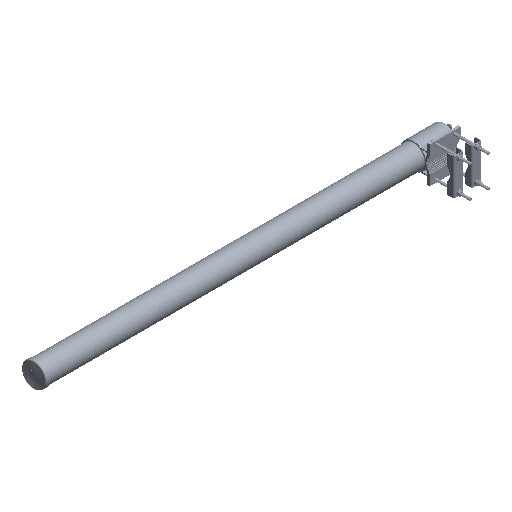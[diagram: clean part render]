
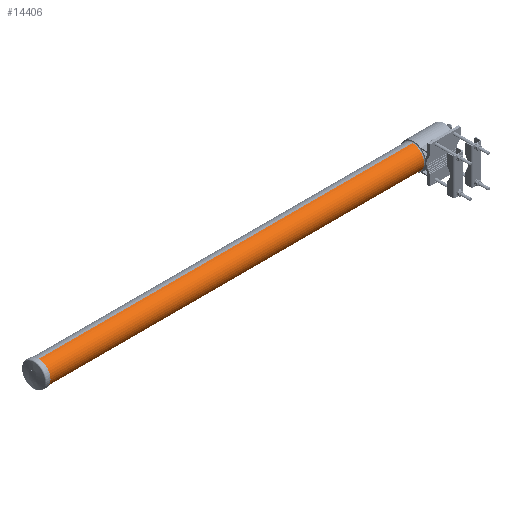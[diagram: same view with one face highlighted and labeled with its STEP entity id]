
A CAD part, isometric view. The second image highlights one B-rep face of the part: STEP entity #14406.
In plain terms, the highlighted cylindrical face has radius 37.465 mm (diameter 74.93 mm), a partial arc.
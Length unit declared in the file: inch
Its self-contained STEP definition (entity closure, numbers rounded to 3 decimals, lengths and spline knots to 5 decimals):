
#24 = DIRECTION ( 'NONE',  ( 1., 0., 0. ) ) ;
#1857 = FACE_OUTER_BOUND ( 'NONE', #4385, .T. ) ;
#2811 = DIRECTION ( 'NONE',  ( 0., 0., -1. ) ) ;
#3275 = CARTESIAN_POINT ( 'NONE',  ( -51.81367, 0., -1.475 ) ) ;
#3537 = CARTESIAN_POINT ( 'NONE',  ( -4.05894, 0., 1.475 ) ) ;
#3611 = ORIENTED_EDGE ( 'NONE', *, *, #15180, .F. ) ;
#4385 = EDGE_LOOP ( 'NONE', ( #3611, #8998, #8125, #41411 ) ) ;
#6747 = EDGE_CURVE ( 'NONE', #28694, #33207, #29524, .T. ) ;
#7658 = LINE ( 'NONE', #14127, #38244 ) ;
#8125 = ORIENTED_EDGE ( 'NONE', *, *, #16658, .T. ) ;
#8998 = ORIENTED_EDGE ( 'NONE', *, *, #6747, .T. ) ;
#9594 = CARTESIAN_POINT ( 'NONE',  ( -4.05894, 0., -1.475 ) ) ;
#11741 = AXIS2_PLACEMENT_3D ( 'NONE', #20862, #24, #24368 ) ;
#12487 = CARTESIAN_POINT ( 'NONE',  ( -52.63779, 0., 0. ) ) ;
#14127 = CARTESIAN_POINT ( 'NONE',  ( -52.63779, 0., -1.475 ) ) ;
#14406 = ADVANCED_FACE ( 'NONE', ( #1857 ), #16004, .T. ) ;
#14971 = VERTEX_POINT ( 'NONE', #9594 ) ;
#15180 = EDGE_CURVE ( 'NONE', #28694, #17739, #24591, .T. ) ;
#16004 = CYLINDRICAL_SURFACE ( 'NONE', #33319, 1.475 ) ;
#16658 = EDGE_CURVE ( 'NONE', #33207, #14971, #7658, .T. ) ;
#17624 = DIRECTION ( 'NONE',  ( 1., 0., 0. ) ) ;
#17739 = VERTEX_POINT ( 'NONE', #3537 ) ;
#19329 = DIRECTION ( 'NONE',  ( 1., 0., 0. ) ) ;
#20777 = VECTOR ( 'NONE', #24643, 39.37008 ) ;
#20862 = CARTESIAN_POINT ( 'NONE',  ( -51.81367, 0., 0. ) ) ;
#23693 = DIRECTION ( 'NONE',  ( 1., 0., 0. ) ) ;
#24368 = DIRECTION ( 'NONE',  ( 0., 0., -1. ) ) ;
#24591 = LINE ( 'NONE', #31695, #20777 ) ;
#24643 = DIRECTION ( 'NONE',  ( 1., 0., 0. ) ) ;
#25132 = EDGE_CURVE ( 'NONE', #17739, #14971, #29258, .T. ) ;
#26674 = CARTESIAN_POINT ( 'NONE',  ( -51.81367, 0., 1.475 ) ) ;
#28694 = VERTEX_POINT ( 'NONE', #26674 ) ;
#29258 = CIRCLE ( 'NONE', #33930, 1.475 ) ;
#29524 = CIRCLE ( 'NONE', #11741, 1.475 ) ;
#31695 = CARTESIAN_POINT ( 'NONE',  ( -52.63779, 0., 1.475 ) ) ;
#33207 = VERTEX_POINT ( 'NONE', #3275 ) ;
#33319 = AXIS2_PLACEMENT_3D ( 'NONE', #12487, #19329, #36949 ) ;
#33930 = AXIS2_PLACEMENT_3D ( 'NONE', #44720, #23693, #2811 ) ;
#36949 = DIRECTION ( 'NONE',  ( 0., 0., -1. ) ) ;
#38244 = VECTOR ( 'NONE', #17624, 39.37008 ) ;
#41411 = ORIENTED_EDGE ( 'NONE', *, *, #25132, .F. ) ;
#44720 = CARTESIAN_POINT ( 'NONE',  ( -4.05894, 0., 0. ) ) ;
